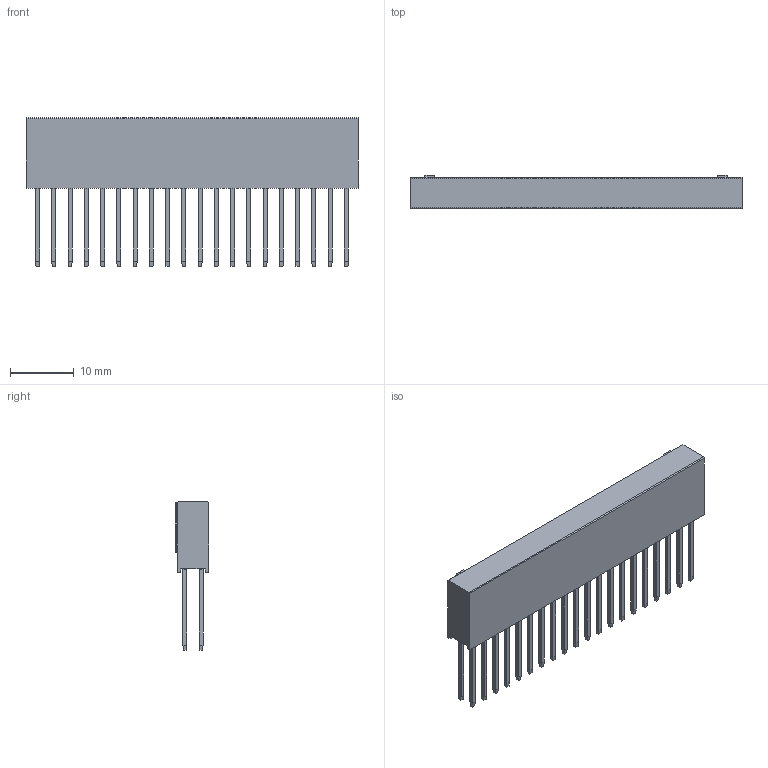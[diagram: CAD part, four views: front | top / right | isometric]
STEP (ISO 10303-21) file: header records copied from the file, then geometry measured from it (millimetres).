
FILE_DESCRIPTION((''),'2;1');
FILE_NAME('10153301-202XXLF','2019-08-06T',('WangJa'),('AFCI'),'CREO PARAMETRIC BY PTC INC, 2016130','CREO PARAMETRIC BY PTC INC, 2016130','');
FILE_SCHEMA(('AUTOMOTIVE_DESIGN { 1 0 10303 214 1 1 1 1 }'));
Length unit declared in the file: millimetre
Products named in the file (1): 10153301-202XXLF
Bounding box: 51.9 x 5.2 x 23.2 mm (x, y, z)
Volume: 2895.7 mm3; surface area: 3057.4 mm2
Topology: 1 solids, 1 shells, 474 faces, 1132 edges, 700 vertices
Faces by surface type: plane 394, cylinder 80
Entity records: 13638 total; most frequent: CARTESIAN_POINT 2308, ORIENTED_EDGE 2264, DIRECTION 2240, EDGE_CURVE 1132, VECTOR 972, LINE 972, VERTEX_POINT 700, AXIS2_PLACEMENT_3D 634
